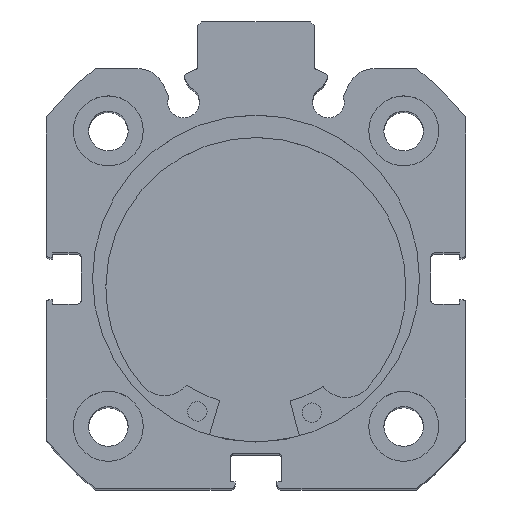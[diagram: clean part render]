
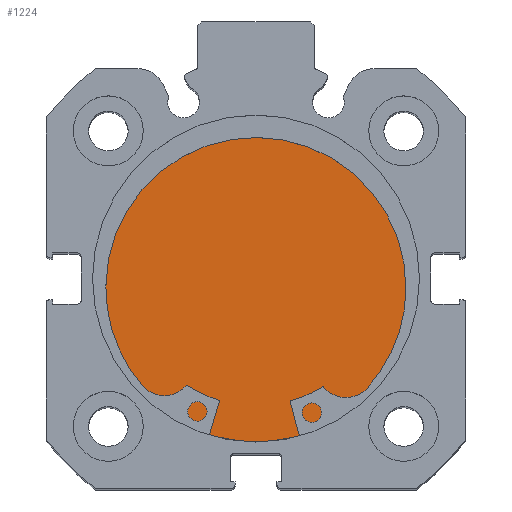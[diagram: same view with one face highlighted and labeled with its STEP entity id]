
A CAD part, top view. The second image highlights one B-rep face of the part: STEP entity #1224.
In plain terms, the highlighted face is planar.
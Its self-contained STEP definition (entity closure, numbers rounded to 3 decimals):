
#291 = EDGE_LOOP ( 'NONE', ( #3621, #3620 ) ) ;
#1224 = ADVANCED_FACE ( 'NONE', ( #3897 ), #6095, .F. ) ;
#2109 = CARTESIAN_POINT ( 'NONE',  ( 8.5, 0., 21. ) ) ;
#2131 = CARTESIAN_POINT ( 'NONE',  ( 8.5, 0., -21. ) ) ;
#2550 = CARTESIAN_POINT ( 'NONE',  ( 8.5, 0., 0. ) ) ;
#2552 = DIRECTION ( 'NONE',  ( -1., 0., 0. ) ) ;
#2553 = DIRECTION ( 'NONE',  ( 0., 0., 1. ) ) ;
#2583 = CARTESIAN_POINT ( 'NONE',  ( 8.5, 0., 0. ) ) ;
#2589 = DIRECTION ( 'NONE',  ( -1., 0., 0. ) ) ;
#2590 = DIRECTION ( 'NONE',  ( 0., 0., 1. ) ) ;
#3620 = ORIENTED_EDGE ( 'NONE', *, *, #4689, .F. ) ;
#3621 = ORIENTED_EDGE ( 'NONE', *, *, #4676, .F. ) ;
#3897 = FACE_OUTER_BOUND ( 'NONE', #291, .T. ) ;
#4366 = CIRCLE ( 'NONE', #6717, 21. ) ;
#4384 = CIRCLE ( 'NONE', #6730, 21. ) ;
#4676 = EDGE_CURVE ( 'NONE', #5622, #5645, #4366, .T. ) ;
#4689 = EDGE_CURVE ( 'NONE', #5645, #5622, #4384, .T. ) ;
#5176 = AXIS2_PLACEMENT_3D ( 'NONE', #6087, #6102, #6103 ) ;
#5622 = VERTEX_POINT ( 'NONE', #2109 ) ;
#5645 = VERTEX_POINT ( 'NONE', #2131 ) ;
#6087 = CARTESIAN_POINT ( 'NONE',  ( 8.5, 21., 0. ) ) ;
#6095 = PLANE ( 'NONE',  #5176 ) ;
#6102 = DIRECTION ( 'NONE',  ( -1., 0., 0. ) ) ;
#6103 = DIRECTION ( 'NONE',  ( 0., 0., 1. ) ) ;
#6717 = AXIS2_PLACEMENT_3D ( 'NONE', #2550, #2552, #2553 ) ;
#6730 = AXIS2_PLACEMENT_3D ( 'NONE', #2583, #2589, #2590 ) ;
